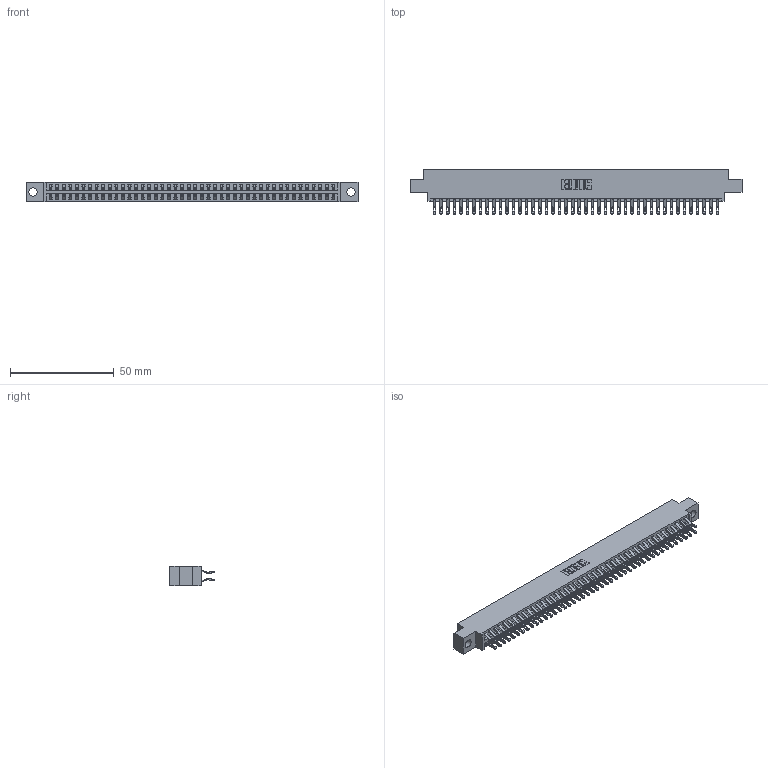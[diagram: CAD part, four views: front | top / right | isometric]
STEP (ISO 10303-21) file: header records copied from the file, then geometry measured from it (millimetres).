
FILE_DESCRIPTION (( 'STEP AP203' ), '1' );
FILE_NAME ('346-088-555-804.STEP', '2022-05-26T01:41:54', ( '' ), ( '' ), 'SwSTEP 2.0', 'SolidWorks 2020', '' );
FILE_SCHEMA (( 'CONFIG_CONTROL_DESIGN' ));
Length unit declared in the file: inch
Products named in the file (3): 346 Part_0.170 Offset - 0.156 Dia-TH; 345-292-001_555 Tail; 346-088-555-804
Assembly tree (89 placements, depth 2):
  346-088-555-804
    346 Part_0.170 Offset - 0.156 Dia-TH
    345-292-001_555 Tail  x88
Bounding box: 160.27 x 21.46 x 9.4 mm (x, y, z)
Volume: 15638.9 mm3; surface area: 22465.6 mm2
Topology: 89 solids, 89 shells, 5244 faces, 16481 edges, 10986 vertices
Faces by surface type: plane 2998, cylinder 2246
Entity records: 29323 total; most frequent: CARTESIAN_POINT 4872, ORIENTED_EDGE 4774, DIRECTION 4311, EDGE_CURVE 2387, VECTOR 2059, LINE 2059, VERTEX_POINT 1590, AXIS2_PLACEMENT_3D 1126
